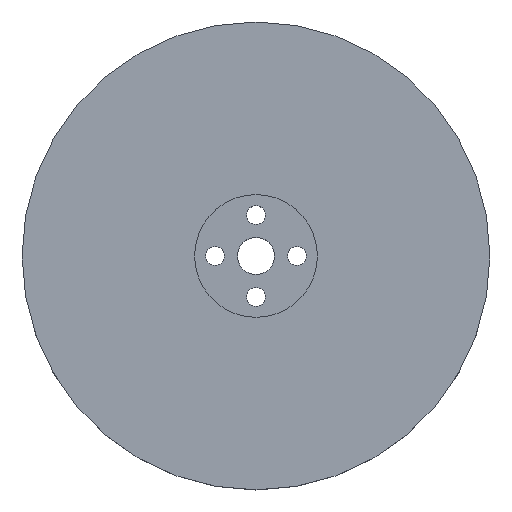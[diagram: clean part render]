
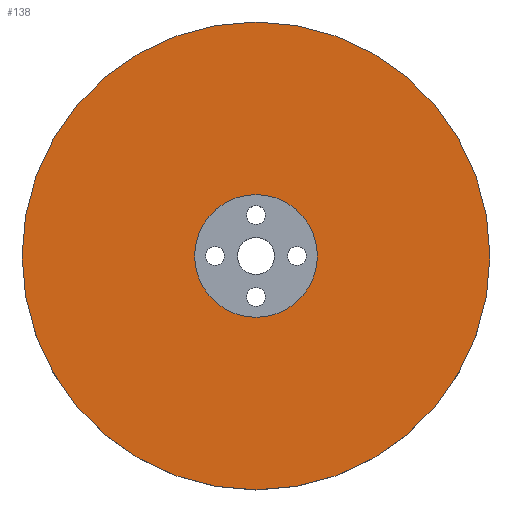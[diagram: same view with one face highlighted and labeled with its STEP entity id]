
A CAD part, top view. The second image highlights one B-rep face of the part: STEP entity #138.
In plain terms, the highlighted planar face has unit normal (0, 0, 1).
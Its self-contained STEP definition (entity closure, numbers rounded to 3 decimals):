
#44 = CARTESIAN_POINT ( 'NONE',  ( 0., 0., 11. ) ) ;
#67 = DIRECTION ( 'NONE',  ( 0., 0., 1. ) ) ;
#85 = CARTESIAN_POINT ( 'NONE',  ( -40., 0., 11. ) ) ;
#98 = EDGE_LOOP ( 'NONE', ( #647, #641 ) ) ;
#102 = CARTESIAN_POINT ( 'NONE',  ( 0., 0., 11. ) ) ;
#128 = AXIS2_PLACEMENT_3D ( 'NONE', #102, #336, #589 ) ;
#138 = ADVANCED_FACE ( 'NONE', ( #203, #299 ), #434, .T. ) ;
#166 = DIRECTION ( 'NONE',  ( 1., 0., 0. ) ) ;
#176 = DIRECTION ( 'NONE',  ( 1., 0., 0. ) ) ;
#191 = DIRECTION ( 'NONE',  ( 1., 0., 0. ) ) ;
#203 = FACE_BOUND ( 'NONE', #98, .T. ) ;
#217 = ORIENTED_EDGE ( 'NONE', *, *, #546, .T. ) ;
#266 = VERTEX_POINT ( 'NONE', #610 ) ;
#277 = DIRECTION ( 'NONE',  ( 1., 0., 0. ) ) ;
#284 = VERTEX_POINT ( 'NONE', #306 ) ;
#292 = AXIS2_PLACEMENT_3D ( 'NONE', #373, #67, #191 ) ;
#299 = FACE_OUTER_BOUND ( 'NONE', #543, .T. ) ;
#306 = CARTESIAN_POINT ( 'NONE',  ( -10.5, 0., 11. ) ) ;
#336 = DIRECTION ( 'NONE',  ( 0., 0., 1. ) ) ;
#339 = CARTESIAN_POINT ( 'NONE',  ( 0., 0., 11. ) ) ;
#373 = CARTESIAN_POINT ( 'NONE',  ( 0., 0., 11. ) ) ;
#408 = CARTESIAN_POINT ( 'NONE',  ( 40., 0., 11. ) ) ;
#410 = VERTEX_POINT ( 'NONE', #85 ) ;
#434 = PLANE ( 'NONE',  #292 ) ;
#454 = CIRCLE ( 'NONE', #128, 40. ) ;
#478 = CARTESIAN_POINT ( 'NONE',  ( 0., 0., 11. ) ) ;
#482 = ORIENTED_EDGE ( 'NONE', *, *, #565, .T. ) ;
#483 = EDGE_CURVE ( 'NONE', #266, #284, #552, .T. ) ;
#543 = EDGE_LOOP ( 'NONE', ( #217, #482 ) ) ;
#546 = EDGE_CURVE ( 'NONE', #410, #694, #454, .T. ) ;
#552 = CIRCLE ( 'NONE', #674, 10.5 ) ;
#565 = EDGE_CURVE ( 'NONE', #694, #410, #684, .T. ) ;
#577 = EDGE_CURVE ( 'NONE', #284, #266, #634, .T. ) ;
#589 = DIRECTION ( 'NONE',  ( 1., 0., 0. ) ) ;
#595 = DIRECTION ( 'NONE',  ( 0., 0., 1. ) ) ;
#605 = DIRECTION ( 'NONE',  ( 0., 0., 1. ) ) ;
#610 = CARTESIAN_POINT ( 'NONE',  ( 10.5, 0., 11. ) ) ;
#634 = CIRCLE ( 'NONE', #757, 10.5 ) ;
#641 = ORIENTED_EDGE ( 'NONE', *, *, #577, .F. ) ;
#647 = ORIENTED_EDGE ( 'NONE', *, *, #483, .F. ) ;
#674 = AXIS2_PLACEMENT_3D ( 'NONE', #44, #595, #277 ) ;
#684 = CIRCLE ( 'NONE', #776, 40. ) ;
#694 = VERTEX_POINT ( 'NONE', #408 ) ;
#757 = AXIS2_PLACEMENT_3D ( 'NONE', #339, #771, #166 ) ;
#771 = DIRECTION ( 'NONE',  ( 0., 0., 1. ) ) ;
#776 = AXIS2_PLACEMENT_3D ( 'NONE', #478, #605, #176 ) ;
